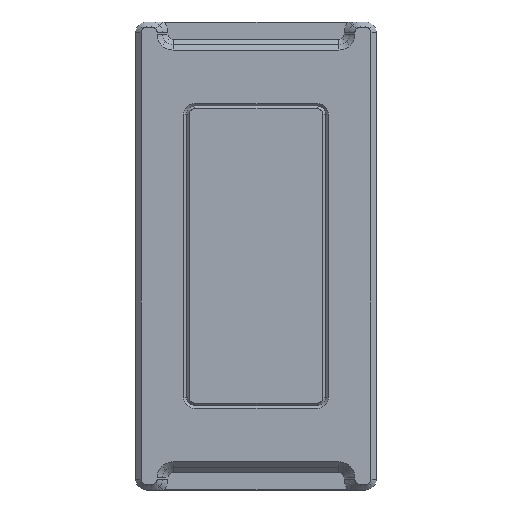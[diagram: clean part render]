
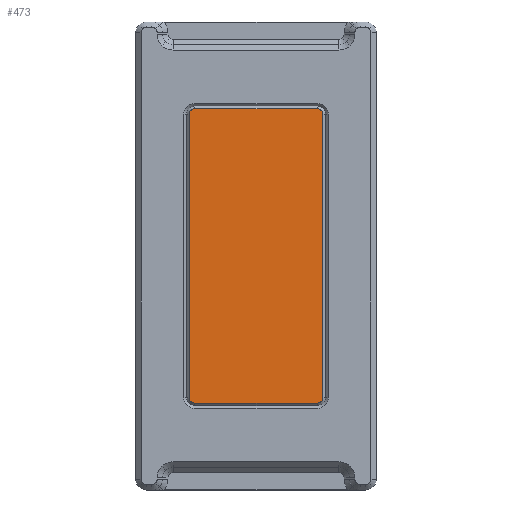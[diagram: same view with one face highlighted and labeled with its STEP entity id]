
A CAD part, top view. The second image highlights one B-rep face of the part: STEP entity #473.
In plain terms, the highlighted planar face has unit normal (0, 0, 1).
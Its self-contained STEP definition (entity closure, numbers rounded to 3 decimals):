
#54 = CARTESIAN_POINT ( 'NONE',  ( 194.4, 290.361, -143.564 ) ) ;
#77 = ORIENTED_EDGE ( 'NONE', *, *, #3026, .T. ) ;
#82 = DIRECTION ( 'NONE',  ( 0., -1., 0. ) ) ;
#134 = VERTEX_POINT ( 'NONE', #54 ) ;
#236 = CARTESIAN_POINT ( 'NONE',  ( 201.3, 312.361, -143.564 ) ) ;
#251 = AXIS2_PLACEMENT_3D ( 'NONE', #3597, #750, #1656 ) ;
#259 = DIRECTION ( 'NONE',  ( -1., 0., 0. ) ) ;
#287 = CARTESIAN_POINT ( 'NONE',  ( 194.4, 311.961, -143.564 ) ) ;
#327 = DIRECTION ( 'NONE',  ( 1., 0., 0. ) ) ;
#423 = CARTESIAN_POINT ( 'NONE',  ( 194., 290.761, -143.564 ) ) ;
#445 = VERTEX_POINT ( 'NONE', #1022 ) ;
#473 = ADVANCED_FACE ( 'NONE', ( #3996 ), #1060, .T. ) ;
#517 = EDGE_CURVE ( 'NONE', #445, #1642, #2363, .T. ) ;
#639 = VECTOR ( 'NONE', #82, 1000. ) ;
#750 = DIRECTION ( 'NONE',  ( 0., 0., 1. ) ) ;
#782 = ORIENTED_EDGE ( 'NONE', *, *, #2583, .T. ) ;
#914 = LINE ( 'NONE', #236, #2992 ) ;
#1022 = CARTESIAN_POINT ( 'NONE',  ( 204., 311.961, -143.564 ) ) ;
#1026 = CARTESIAN_POINT ( 'NONE',  ( 203.6, 312.361, -143.564 ) ) ;
#1060 = PLANE ( 'NONE',  #251 ) ;
#1107 = CARTESIAN_POINT ( 'NONE',  ( 203.6, 290.761, -143.564 ) ) ;
#1130 = ORIENTED_EDGE ( 'NONE', *, *, #2059, .T. ) ;
#1153 = ORIENTED_EDGE ( 'NONE', *, *, #2082, .T. ) ;
#1224 = EDGE_CURVE ( 'NONE', #1642, #3067, #914, .T. ) ;
#1362 = VERTEX_POINT ( 'NONE', #2276 ) ;
#1435 = LINE ( 'NONE', #4012, #639 ) ;
#1465 = VERTEX_POINT ( 'NONE', #2747 ) ;
#1627 = CIRCLE ( 'NONE', #2174, 0.4 ) ;
#1642 = VERTEX_POINT ( 'NONE', #1026 ) ;
#1656 = DIRECTION ( 'NONE',  ( 1., 0., 0. ) ) ;
#1703 = CIRCLE ( 'NONE', #2600, 0.4 ) ;
#1713 = DIRECTION ( 'NONE',  ( 0., 0., 1. ) ) ;
#1742 = DIRECTION ( 'NONE',  ( 1., 0., 0. ) ) ;
#1917 = DIRECTION ( 'NONE',  ( 0., 0., 1. ) ) ;
#2059 = EDGE_CURVE ( 'NONE', #134, #2772, #2287, .T. ) ;
#2082 = EDGE_CURVE ( 'NONE', #3067, #1465, #1627, .T. ) ;
#2112 = CARTESIAN_POINT ( 'NONE',  ( 194.4, 312.361, -143.564 ) ) ;
#2128 = CARTESIAN_POINT ( 'NONE',  ( 203.6, 311.961, -143.564 ) ) ;
#2174 = AXIS2_PLACEMENT_3D ( 'NONE', #287, #1917, #2685 ) ;
#2245 = CARTESIAN_POINT ( 'NONE',  ( 196.7, 290.361, -143.564 ) ) ;
#2249 = VECTOR ( 'NONE', #327, 1000. ) ;
#2276 = CARTESIAN_POINT ( 'NONE',  ( 204., 290.761, -143.564 ) ) ;
#2287 = LINE ( 'NONE', #2245, #2249 ) ;
#2363 = CIRCLE ( 'NONE', #3999, 0.4 ) ;
#2399 = DIRECTION ( 'NONE',  ( 0., -1., 0. ) ) ;
#2439 = DIRECTION ( 'NONE',  ( 0., 0., 1. ) ) ;
#2441 = EDGE_CURVE ( 'NONE', #1362, #445, #4236, .T. ) ;
#2583 = EDGE_CURVE ( 'NONE', #4016, #134, #1703, .T. ) ;
#2600 = AXIS2_PLACEMENT_3D ( 'NONE', #3438, #1713, #3023 ) ;
#2685 = DIRECTION ( 'NONE',  ( 0., 1., 0. ) ) ;
#2747 = CARTESIAN_POINT ( 'NONE',  ( 194., 311.961, -143.564 ) ) ;
#2772 = VERTEX_POINT ( 'NONE', #3157 ) ;
#2970 = ORIENTED_EDGE ( 'NONE', *, *, #1224, .T. ) ;
#2992 = VECTOR ( 'NONE', #259, 1000. ) ;
#2998 = VECTOR ( 'NONE', #3006, 1000. ) ;
#3006 = DIRECTION ( 'NONE',  ( 0., 1., 0. ) ) ;
#3023 = DIRECTION ( 'NONE',  ( -1., 0., 0. ) ) ;
#3026 = EDGE_CURVE ( 'NONE', #2772, #1362, #4185, .T. ) ;
#3067 = VERTEX_POINT ( 'NONE', #2112 ) ;
#3157 = CARTESIAN_POINT ( 'NONE',  ( 203.6, 290.361, -143.564 ) ) ;
#3173 = ORIENTED_EDGE ( 'NONE', *, *, #3591, .T. ) ;
#3240 = ORIENTED_EDGE ( 'NONE', *, *, #2441, .T. ) ;
#3267 = CARTESIAN_POINT ( 'NONE',  ( 204., 296.031, -143.564 ) ) ;
#3438 = CARTESIAN_POINT ( 'NONE',  ( 194.4, 290.761, -143.564 ) ) ;
#3591 = EDGE_CURVE ( 'NONE', #1465, #4016, #1435, .T. ) ;
#3597 = CARTESIAN_POINT ( 'NONE',  ( 199., 301.302, -143.564 ) ) ;
#3704 = ORIENTED_EDGE ( 'NONE', *, *, #517, .T. ) ;
#3756 = DIRECTION ( 'NONE',  ( 0., 0., 1. ) ) ;
#3862 = EDGE_LOOP ( 'NONE', ( #3173, #782, #1130, #77, #3240, #3704, #2970, #1153 ) ) ;
#3996 = FACE_OUTER_BOUND ( 'NONE', #3862, .T. ) ;
#3999 = AXIS2_PLACEMENT_3D ( 'NONE', #2128, #2439, #1742 ) ;
#4012 = CARTESIAN_POINT ( 'NONE',  ( 194., 306.631, -143.564 ) ) ;
#4016 = VERTEX_POINT ( 'NONE', #423 ) ;
#4182 = AXIS2_PLACEMENT_3D ( 'NONE', #1107, #3756, #2399 ) ;
#4185 = CIRCLE ( 'NONE', #4182, 0.4 ) ;
#4236 = LINE ( 'NONE', #3267, #2998 ) ;
